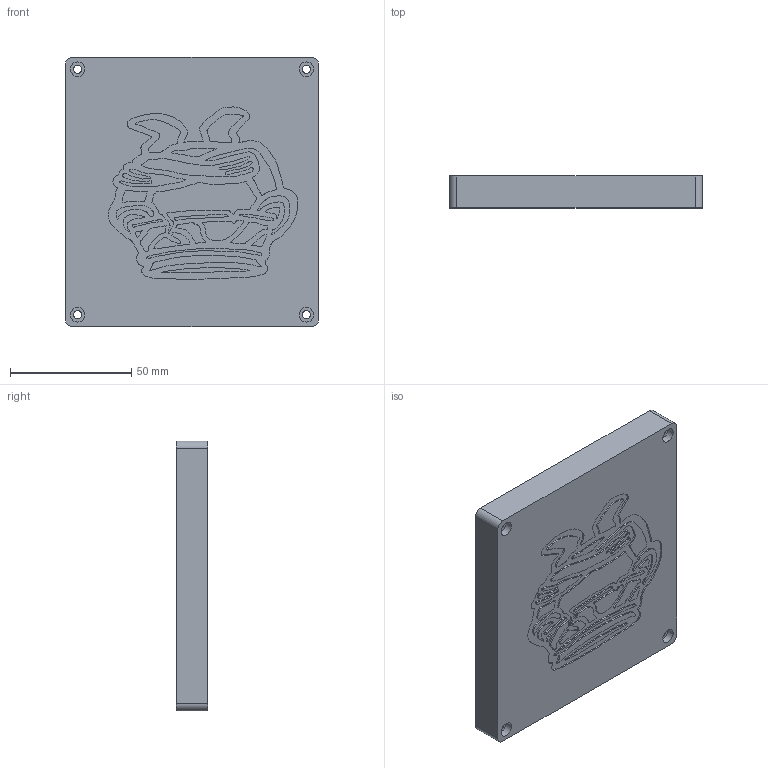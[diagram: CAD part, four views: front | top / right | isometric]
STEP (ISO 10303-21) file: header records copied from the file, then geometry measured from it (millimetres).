
FILE_DESCRIPTION(/* description */ (''),/* implementation_level */ '2;1');
FILE_NAME(/* name */ '7c6d2d9f-4cdc-4bc2-8256-061dc1f4f8c8.stp',/* time_stamp */ '2026-02-15T05:05:57Z',/* author */ (''),/* organization */ (''),/* preprocessor_version */ 'ST-DEVELOPER v20.1',/* originating_system */ 'Autodesk Translation Framework v14.24.0.0',/* authorisation */ '');
FILE_SCHEMA (('AUTOMOTIVE_DESIGN { 1 0 10303 214 3 1 1 }'));
Length unit declared in the file: millimetre
Products named in the file (1): 2025-12-29-21-43-37-799
Bounding box: 104.25 x 13 x 111.21 mm (x, y, z)
Volume: 68739.5 mm3; surface area: 33701.5 mm2
Topology: 1 solids, 1 shells, 939 faces, 2723 edges, 1816 vertices
Faces by surface type: bspline 656, plane 269, cylinder 14
Full cylindrical faces by diameter (mm): 3.4 x4, 6 x4
Entity records: 32318 total; most frequent: CARTESIAN_POINT 14682, ORIENTED_EDGE 5446, EDGE_CURVE 2723, VERTEX_POINT 1816, DIRECTION 1782, LINE 1158, VECTOR 1158, EDGE_LOOP 977
